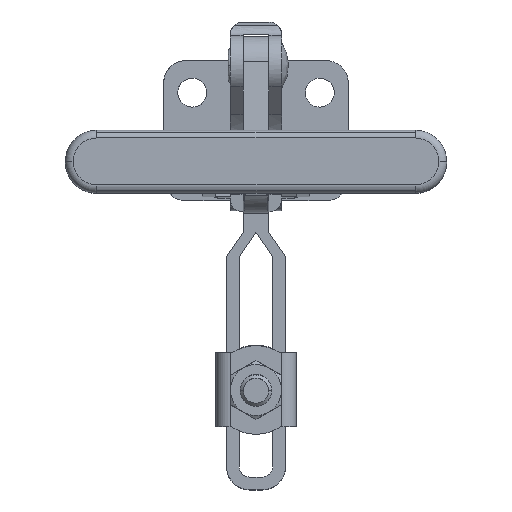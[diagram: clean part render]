
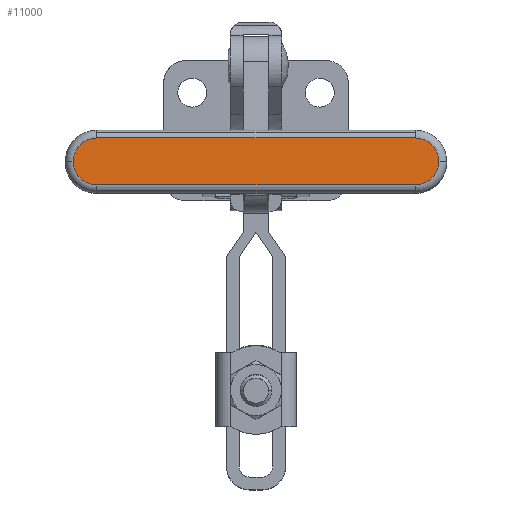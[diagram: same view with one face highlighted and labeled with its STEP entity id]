
A CAD part, top view. The second image highlights one B-rep face of the part: STEP entity #11000.
In plain terms, the highlighted planar face has unit normal (0, 0.03, 1).
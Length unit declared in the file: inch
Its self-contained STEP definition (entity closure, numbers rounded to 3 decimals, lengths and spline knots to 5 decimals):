
#5414=VERTEX_POINT('',#14677);
#6405=VERTEX_POINT('',#15743);
#6618=EDGE_CURVE('',#8345,#13148,#15970,.T.);
#7001=VERTEX_POINT('',#16379);
#7040=EDGE_CURVE('',#6405,#5414,#16423,.T.);
#7968=VERTEX_POINT('',#17420);
#8345=VERTEX_POINT('',#17830);
#9697=EDGE_CURVE('',#7968,#6405,#19281,.T.);
#10609=EDGE_CURVE('',#5414,#8345,#20256,.T.);
#11000=ADVANCED_FACE('',(#20674),#20675,.T.);
#12427=EDGE_CURVE('',#7001,#7968,#22224,.T.);
#12619=EDGE_CURVE('',#13148,#7001,#22428,.T.);
#13148=VERTEX_POINT('',#22992);
#14677=CARTESIAN_POINT('',(1.56299,-0.76505,4.01327));
#15743=CARTESIAN_POINT('',(-1.56299,-0.76505,4.01327));
#15970=CIRCLE('',#28855,0.23031);
#16379=CARTESIAN_POINT('',(-1.56299,-1.22548,4.02697));
#16423=LINE('',#29786,#29787);
#17420=CARTESIAN_POINT('',(-1.79331,-0.99527,4.02012));
#17830=CARTESIAN_POINT('',(1.79331,-0.99527,4.02012));
#19281=CIRCLE('',#36327,0.23031);
#20256=CIRCLE('',#38663,0.23031);
#20674=FACE_OUTER_BOUND('',#39682,.T.);
#20675=PLANE('',#39683);
#22224=CIRCLE('',#43096,0.23031);
#22428=LINE('',#43625,#43626);
#22992=CARTESIAN_POINT('',(1.56299,-1.22548,4.02697));
#28855=AXIS2_PLACEMENT_3D('',#48860,#48861,#48862);
#29786=CARTESIAN_POINT('',(1.87205,-0.76505,4.01327));
#29787=VECTOR('',#49274,1.);
#36327=AXIS2_PLACEMENT_3D('',#52339,#52340,#52341);
#38663=AXIS2_PLACEMENT_3D('',#53352,#53353,#53354);
#39682=EDGE_LOOP('',(#53762,#53763,#53764,#53765,#53766,#53767));
#39683=AXIS2_PLACEMENT_3D('',#53768,#53769,#53770);
#43096=AXIS2_PLACEMENT_3D('',#55577,#55578,#55579);
#43625=CARTESIAN_POINT('',(1.87205,-1.22548,4.02697));
#43626=VECTOR('',#55780,1.);
#48860=CARTESIAN_POINT('',(1.56299,-0.99527,4.02012));
#48861=DIRECTION('',(0.,-0.03,-1.));
#48862=DIRECTION('',(1.0,0.,0.));
#49274=DIRECTION('',(1.0,0.,0.));
#52339=CARTESIAN_POINT('',(-1.56299,-0.99527,4.02012));
#52340=DIRECTION('',(0.,-0.03,-1.));
#52341=DIRECTION('',(-1.0,0.,0.));
#53352=CARTESIAN_POINT('',(1.56299,-0.99527,4.02012));
#53353=DIRECTION('',(0.,-0.03,-1.));
#53354=DIRECTION('',(1.0,0.,0.));
#53762=ORIENTED_EDGE('',*,*,#12619,.F.);
#53763=ORIENTED_EDGE('',*,*,#6618,.F.);
#53764=ORIENTED_EDGE('',*,*,#10609,.F.);
#53765=ORIENTED_EDGE('',*,*,#7040,.F.);
#53766=ORIENTED_EDGE('',*,*,#9697,.F.);
#53767=ORIENTED_EDGE('',*,*,#12427,.F.);
#53768=CARTESIAN_POINT('',(1.87205,-0.99527,4.02012));
#53769=DIRECTION('',(0.,0.03,1.));
#53770=DIRECTION('',(0.,1.,-0.03));
#55577=CARTESIAN_POINT('',(-1.56299,-0.99527,4.02012));
#55578=DIRECTION('',(0.,-0.03,-1.));
#55579=DIRECTION('',(-1.0,0.,0.));
#55780=DIRECTION('',(-1.0,0.,0.));
